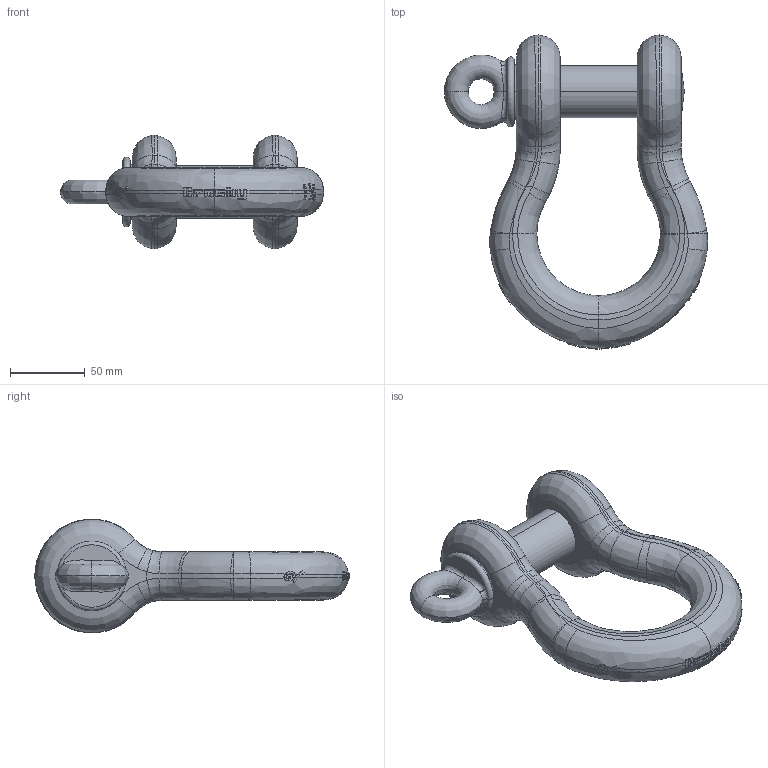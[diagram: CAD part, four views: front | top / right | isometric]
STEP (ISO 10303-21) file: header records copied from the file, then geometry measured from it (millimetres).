
FILE_DESCRIPTION((''),'2;1');
FILE_NAME('CROSBY_209_125','2003-11-18T',('adoughty'),('The Crosby Group, Inc.'),'PRO/ENGINEER BY PARAMETRIC TECHNOLOGY CORPORATION, 2001150','PRO/ENGINEER BY PARAMETRIC TECHNOLOGY CORPORATION, 2001150','');
FILE_SCHEMA(('CONFIG_CONTROL_DESIGN'));
Length unit declared in the file: inch
Products named in the file (1): CROSBY_209_125
Bounding box: 176.38 x 210.53 x 76.2 mm (x, y, z)
Volume: 564596.1 mm3; surface area: 78778.9 mm2
Topology: 2 solids, 2 shells, 358 faces, 916 edges, 560 vertices
Faces by surface type: bspline 243, plane 87, cone 14, cylinder 8, torus 6
Entity records: 19429 total; most frequent: CARTESIAN_POINT 12764, ORIENTED_EDGE 1828, EDGE_CURVE 914, B_SPLINE_CURVE_WITH_KNOTS 628, DIRECTION 562, VERTEX_POINT 560, EDGE_LOOP 364, FACE_OUTER_BOUND 358
